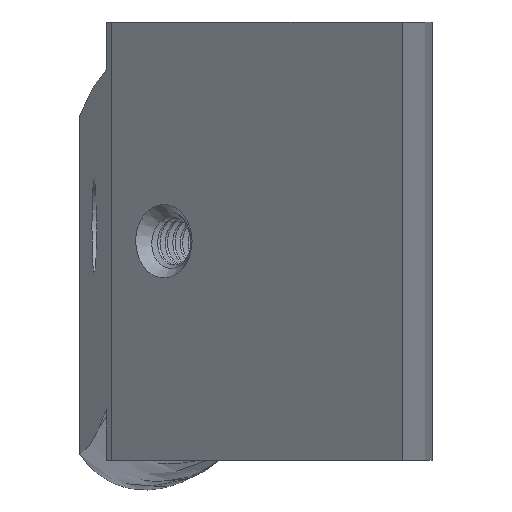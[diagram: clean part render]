
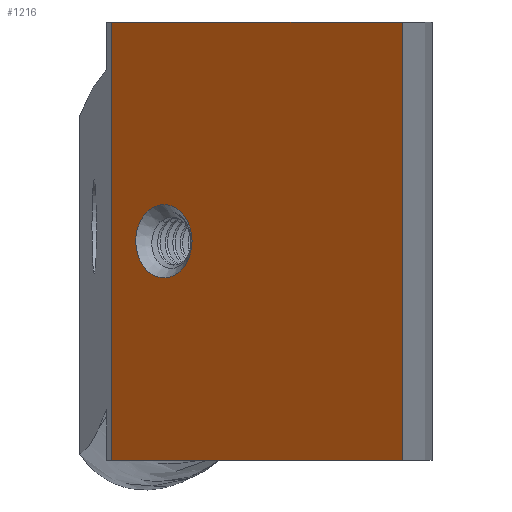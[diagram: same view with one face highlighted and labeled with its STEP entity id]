
A CAD part, left-side view. The second image highlights one B-rep face of the part: STEP entity #1216.
In plain terms, the highlighted planar face has unit normal (-0.766, 0.643, 0).
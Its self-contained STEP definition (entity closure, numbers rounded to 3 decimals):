
#24 = VERTEX_POINT('',#25);
#25 = CARTESIAN_POINT('',(19.,35.39,270.05));
#32 = PLANE('',#33);
#33 = AXIS2_PLACEMENT_3D('',#34,#35,#36);
#34 = CARTESIAN_POINT('',(17.678,29.151,270.05));
#35 = DIRECTION('',(0.,0.,-1.));
#36 = DIRECTION('',(0.,1.,0.));
#44 = PLANE('',#45);
#45 = AXIS2_PLACEMENT_3D('',#46,#47,#48);
#46 = CARTESIAN_POINT('',(19.,35.39,0.));
#47 = DIRECTION('',(-0.049,0.999,
    0.));
#48 = DIRECTION('',(0.999,0.049,
    0.));
#118 = VERTEX_POINT('',#119);
#119 = CARTESIAN_POINT('',(10.713,25.514,270.05));
#138 = CYLINDRICAL_SURFACE('',#139,20.);
#139 = AXIS2_PLACEMENT_3D('',#140,#141,#142);
#140 = CARTESIAN_POINT('',(17.,44.5,270.05));
#141 = DIRECTION('',(0.,0.,-1.));
#142 = DIRECTION('',(1.,0.,0.));
#150 = EDGE_CURVE('',#24,#118,#151,.T.);
#151 = SURFACE_CURVE('',#152,(#156,#163),.PCURVE_S1.);
#152 = LINE('',#153,#154);
#153 = CARTESIAN_POINT('',(19.,35.39,270.05));
#154 = VECTOR('',#155,1.);
#155 = DIRECTION('',(-0.643,-0.766,0.)
  );
#156 = PCURVE('',#32,#157);
#157 = DEFINITIONAL_REPRESENTATION('',(#158),#162);
#158 = LINE('',#159,#160);
#159 = CARTESIAN_POINT('',(6.239,1.322));
#160 = VECTOR('',#161,1.);
#161 = DIRECTION('',(-0.766,-0.643));
#162 = ( GEOMETRIC_REPRESENTATION_CONTEXT(2) 
PARAMETRIC_REPRESENTATION_CONTEXT() REPRESENTATION_CONTEXT('2D SPACE',''
  ) );
#163 = PCURVE('',#164,#169);
#164 = PLANE('',#165);
#165 = AXIS2_PLACEMENT_3D('',#166,#167,#168);
#166 = CARTESIAN_POINT('',(19.,35.39,270.05));
#167 = DIRECTION('',(0.766,-0.643,0.)
  );
#168 = DIRECTION('',(-0.643,-0.766,0.)
  );
#169 = DEFINITIONAL_REPRESENTATION('',(#170),#174);
#170 = LINE('',#171,#172);
#171 = CARTESIAN_POINT('',(0.,0.));
#172 = VECTOR('',#173,1.);
#173 = DIRECTION('',(1.,0.));
#174 = ( GEOMETRIC_REPRESENTATION_CONTEXT(2) 
PARAMETRIC_REPRESENTATION_CONTEXT() REPRESENTATION_CONTEXT('2D SPACE',''
  ) );
#238 = EDGE_CURVE('',#24,#239,#241,.T.);
#239 = VERTEX_POINT('',#240);
#240 = CARTESIAN_POINT('',(19.,35.39,284.95));
#241 = SURFACE_CURVE('',#242,(#246,#253),.PCURVE_S1.);
#242 = LINE('',#243,#244);
#243 = CARTESIAN_POINT('',(19.,35.39,270.05));
#244 = VECTOR('',#245,1.);
#245 = DIRECTION('',(0.,0.,1.));
#246 = PCURVE('',#44,#247);
#247 = DEFINITIONAL_REPRESENTATION('',(#248),#252);
#248 = LINE('',#249,#250);
#249 = CARTESIAN_POINT('',(0.,-270.05));
#250 = VECTOR('',#251,1.);
#251 = DIRECTION('',(0.,-1.));
#252 = ( GEOMETRIC_REPRESENTATION_CONTEXT(2) 
PARAMETRIC_REPRESENTATION_CONTEXT() REPRESENTATION_CONTEXT('2D SPACE',''
  ) );
#253 = PCURVE('',#164,#254);
#254 = DEFINITIONAL_REPRESENTATION('',(#255),#259);
#255 = LINE('',#256,#257);
#256 = CARTESIAN_POINT('',(0.,0.));
#257 = VECTOR('',#258,1.);
#258 = DIRECTION('',(0.,-1.));
#259 = ( GEOMETRIC_REPRESENTATION_CONTEXT(2) 
PARAMETRIC_REPRESENTATION_CONTEXT() REPRESENTATION_CONTEXT('2D SPACE',''
  ) );
#277 = PLANE('',#278);
#278 = AXIS2_PLACEMENT_3D('',#279,#280,#281);
#279 = CARTESIAN_POINT('',(17.678,29.151,284.95));
#280 = DIRECTION('',(0.,0.,-1.));
#281 = DIRECTION('',(0.,1.,0.));
#1216 = ADVANCED_FACE('',(#1217,#1265),#164,.F.);
#1217 = FACE_BOUND('',#1218,.F.);
#1218 = EDGE_LOOP('',(#1219,#1220,#1243,#1264));
#1219 = ORIENTED_EDGE('',*,*,#238,.T.);
#1220 = ORIENTED_EDGE('',*,*,#1221,.T.);
#1221 = EDGE_CURVE('',#239,#1222,#1224,.T.);
#1222 = VERTEX_POINT('',#1223);
#1223 = CARTESIAN_POINT('',(10.713,25.514,284.95));
#1224 = SURFACE_CURVE('',#1225,(#1229,#1236),.PCURVE_S1.);
#1225 = LINE('',#1226,#1227);
#1226 = CARTESIAN_POINT('',(19.,35.39,284.95));
#1227 = VECTOR('',#1228,1.);
#1228 = DIRECTION('',(-0.643,-0.766,0.
    ));
#1229 = PCURVE('',#164,#1230);
#1230 = DEFINITIONAL_REPRESENTATION('',(#1231),#1235);
#1231 = LINE('',#1232,#1233);
#1232 = CARTESIAN_POINT('',(0.,-14.9));
#1233 = VECTOR('',#1234,1.);
#1234 = DIRECTION('',(1.,0.));
#1235 = ( GEOMETRIC_REPRESENTATION_CONTEXT(2) 
PARAMETRIC_REPRESENTATION_CONTEXT() REPRESENTATION_CONTEXT('2D SPACE',''
  ) );
#1236 = PCURVE('',#277,#1237);
#1237 = DEFINITIONAL_REPRESENTATION('',(#1238),#1242);
#1238 = LINE('',#1239,#1240);
#1239 = CARTESIAN_POINT('',(6.239,1.322));
#1240 = VECTOR('',#1241,1.);
#1241 = DIRECTION('',(-0.766,-0.643));
#1242 = ( GEOMETRIC_REPRESENTATION_CONTEXT(2) 
PARAMETRIC_REPRESENTATION_CONTEXT() REPRESENTATION_CONTEXT('2D SPACE',''
  ) );
#1243 = ORIENTED_EDGE('',*,*,#1244,.F.);
#1244 = EDGE_CURVE('',#118,#1222,#1245,.T.);
#1245 = SURFACE_CURVE('',#1246,(#1250,#1257),.PCURVE_S1.);
#1246 = LINE('',#1247,#1248);
#1247 = CARTESIAN_POINT('',(10.713,25.514,270.05));
#1248 = VECTOR('',#1249,1.);
#1249 = DIRECTION('',(0.,0.,1.));
#1250 = PCURVE('',#164,#1251);
#1251 = DEFINITIONAL_REPRESENTATION('',(#1252),#1256);
#1252 = LINE('',#1253,#1254);
#1253 = CARTESIAN_POINT('',(12.892,0.));
#1254 = VECTOR('',#1255,1.);
#1255 = DIRECTION('',(0.,-1.));
#1256 = ( GEOMETRIC_REPRESENTATION_CONTEXT(2) 
PARAMETRIC_REPRESENTATION_CONTEXT() REPRESENTATION_CONTEXT('2D SPACE',''
  ) );
#1257 = PCURVE('',#138,#1258);
#1258 = DEFINITIONAL_REPRESENTATION('',(#1259),#1263);
#1259 = LINE('',#1260,#1261);
#1260 = CARTESIAN_POINT('',(-4.393,0.));
#1261 = VECTOR('',#1262,1.);
#1262 = DIRECTION('',(-0.,-1.));
#1263 = ( GEOMETRIC_REPRESENTATION_CONTEXT(2) 
PARAMETRIC_REPRESENTATION_CONTEXT() REPRESENTATION_CONTEXT('2D SPACE',''
  ) );
#1264 = ORIENTED_EDGE('',*,*,#150,.F.);
#1265 = FACE_BOUND('',#1266,.F.);
#1266 = EDGE_LOOP('',(#1267));
#1267 = ORIENTED_EDGE('',*,*,#1268,.F.);
#1268 = EDGE_CURVE('',#1269,#1269,#1271,.T.);
#1269 = VERTEX_POINT('',#1270);
#1270 = CARTESIAN_POINT('',(17.508,33.612,
    278.749));
#1271 = SURFACE_CURVE('',#1272,(#1277,#1284),.PCURVE_S1.);
#1272 = ELLIPSE('',#1273,1.249,1.249);
#1273 = AXIS2_PLACEMENT_3D('',#1274,#1275,#1276);
#1274 = CARTESIAN_POINT('',(17.508,33.612,277.5));
#1275 = DIRECTION('',(0.766,-0.643,0.)
  );
#1276 = DIRECTION('',(0.643,0.766,0.));
#1277 = PCURVE('',#164,#1278);
#1278 = DEFINITIONAL_REPRESENTATION('',(#1279),#1283);
#1279 = ELLIPSE('',#1280,1.249,1.249);
#1280 = AXIS2_PLACEMENT_2D('',#1281,#1282);
#1281 = CARTESIAN_POINT('',(2.32,-7.45));
#1282 = DIRECTION('',(-1.,0.));
#1283 = ( GEOMETRIC_REPRESENTATION_CONTEXT(2) 
PARAMETRIC_REPRESENTATION_CONTEXT() REPRESENTATION_CONTEXT('2D SPACE',''
  ) );
#1284 = PCURVE('',#1285,#1290);
#1285 = CONICAL_SURFACE('',#1286,1.25,0.785);
#1286 = AXIS2_PLACEMENT_3D('',#1287,#1288,#1289);
#1287 = CARTESIAN_POINT('',(17.508,33.613,277.5));
#1288 = DIRECTION('',(-0.766,0.643,0.));
#1289 = DIRECTION('',(0.,0.,1.));
#1290 = DEFINITIONAL_REPRESENTATION('',(#1291),#1301);
#1291 = B_SPLINE_CURVE_WITH_KNOTS('',8,(#1292,#1293,#1294,#1295,#1296,
    #1297,#1298,#1299,#1300),.UNSPECIFIED.,.F.,.F.,(9,9),(1.571
    ,7.854),.PIECEWISE_BEZIER_KNOTS.);
#1292 = CARTESIAN_POINT('',(6.283,-0.001));
#1293 = CARTESIAN_POINT('',(5.498,-0.001));
#1294 = CARTESIAN_POINT('',(4.712,-0.001));
#1295 = CARTESIAN_POINT('',(3.927,-0.001));
#1296 = CARTESIAN_POINT('',(3.142,-0.001));
#1297 = CARTESIAN_POINT('',(2.356,-0.001));
#1298 = CARTESIAN_POINT('',(1.571,-0.001));
#1299 = CARTESIAN_POINT('',(0.785,-0.001));
#1300 = CARTESIAN_POINT('',(0.,-0.001));
#1301 = ( GEOMETRIC_REPRESENTATION_CONTEXT(2) 
PARAMETRIC_REPRESENTATION_CONTEXT() REPRESENTATION_CONTEXT('2D SPACE',''
  ) );
